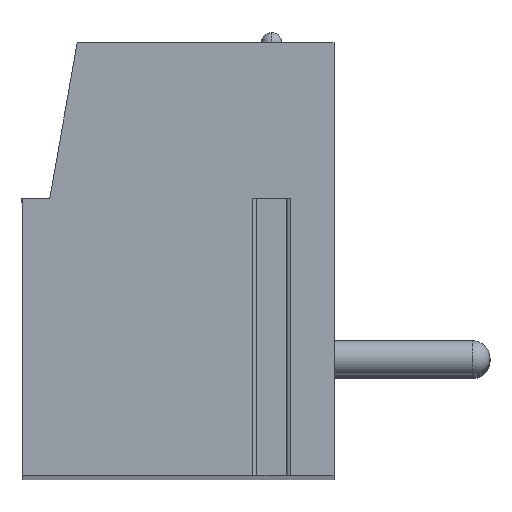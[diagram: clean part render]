
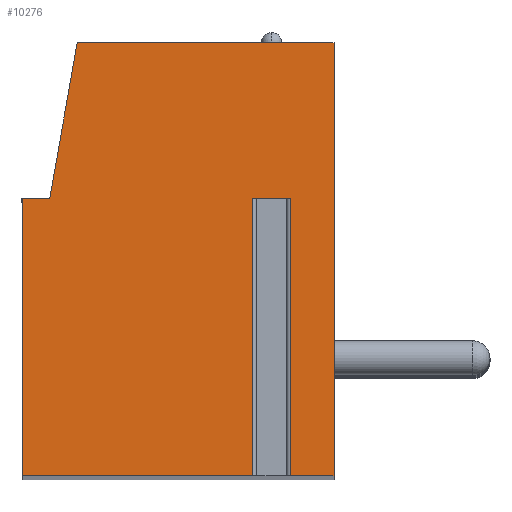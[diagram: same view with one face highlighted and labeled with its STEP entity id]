
A CAD part, top view. The second image highlights one B-rep face of the part: STEP entity #10276.
In plain terms, the highlighted planar face has unit normal (0, 0, 1).
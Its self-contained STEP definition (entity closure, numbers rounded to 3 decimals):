
#13=DIRECTION('',(-1.,0.,0.));
#14=VECTOR('',#13,1.112);
#15=CARTESIAN_POINT('',(3.256,1.75,58.42));
#16=LINE('',#15,#14);
#17=DIRECTION('',(0.,-1.,0.));
#18=VECTOR('',#17,8.);
#19=CARTESIAN_POINT('',(2.144,1.75,58.42));
#20=LINE('',#19,#18);
#21=DIRECTION('',(1.,0.,0.));
#22=VECTOR('',#21,6.644);
#23=CARTESIAN_POINT('',(-4.5,-6.25,58.42));
#24=LINE('',#23,#22);
#25=DIRECTION('',(0.,-1.,0.));
#26=VECTOR('',#25,8.);
#27=CARTESIAN_POINT('',(-4.5,1.75,58.42));
#28=LINE('',#27,#26);
#29=DIRECTION('',(-1.,0.,0.));
#30=VECTOR('',#29,0.8);
#31=CARTESIAN_POINT('',(-3.7,1.75,58.42));
#32=LINE('',#31,#30);
#33=DIRECTION('',(-0.174,-0.985,0.));
#34=VECTOR('',#33,4.569);
#35=CARTESIAN_POINT('',(-2.907,6.25,58.42));
#36=LINE('',#35,#34);
#37=DIRECTION('',(-1.,0.,0.));
#38=VECTOR('',#37,7.407);
#39=CARTESIAN_POINT('',(4.5,6.25,58.42));
#40=LINE('',#39,#38);
#41=DIRECTION('',(0.,1.,0.));
#42=VECTOR('',#41,12.5);
#43=CARTESIAN_POINT('',(4.5,-6.25,58.42));
#44=LINE('',#43,#42);
#45=DIRECTION('',(1.,0.,0.));
#46=VECTOR('',#45,1.244);
#47=CARTESIAN_POINT('',(3.256,-6.25,58.42));
#48=LINE('',#47,#46);
#49=DIRECTION('',(0.,-1.,0.));
#50=VECTOR('',#49,8.);
#51=CARTESIAN_POINT('',(3.256,1.75,58.42));
#52=LINE('',#51,#50);
#8081=CARTESIAN_POINT('',(-3.7,1.75,58.42));
#8082=CARTESIAN_POINT('',(-4.5,1.75,58.42));
#8083=VERTEX_POINT('',#8081);
#8084=VERTEX_POINT('',#8082);
#8085=CARTESIAN_POINT('',(-4.5,-6.25,58.42));
#8086=VERTEX_POINT('',#8085);
#8087=CARTESIAN_POINT('',(4.5,-6.25,58.42));
#8088=CARTESIAN_POINT('',(4.5,6.25,58.42));
#8089=VERTEX_POINT('',#8087);
#8090=VERTEX_POINT('',#8088);
#8091=CARTESIAN_POINT('',(-2.907,6.25,58.42));
#8092=VERTEX_POINT('',#8091);
#8141=CARTESIAN_POINT('',(3.256,1.75,58.42));
#8142=CARTESIAN_POINT('',(2.144,1.75,58.42));
#8143=VERTEX_POINT('',#8141);
#8144=VERTEX_POINT('',#8142);
#8145=CARTESIAN_POINT('',(2.144,-6.25,58.42));
#8146=VERTEX_POINT('',#8145);
#8147=CARTESIAN_POINT('',(3.256,-6.25,58.42));
#8148=VERTEX_POINT('',#8147);
#10249=CARTESIAN_POINT('',(0.,0.,58.42));
#10250=DIRECTION('',(0.,0.,1.));
#10251=DIRECTION('',(1.,0.,0.));
#10252=AXIS2_PLACEMENT_3D('',#10249,#10250,#10251);
#10253=PLANE('',#10252);
#10255=ORIENTED_EDGE('',*,*,#10254,.T.);
#10257=ORIENTED_EDGE('',*,*,#10256,.T.);
#10259=ORIENTED_EDGE('',*,*,#10258,.F.);
#10261=ORIENTED_EDGE('',*,*,#10260,.F.);
#10263=ORIENTED_EDGE('',*,*,#10262,.F.);
#10265=ORIENTED_EDGE('',*,*,#10264,.F.);
#10267=ORIENTED_EDGE('',*,*,#10266,.F.);
#10269=ORIENTED_EDGE('',*,*,#10268,.F.);
#10271=ORIENTED_EDGE('',*,*,#10270,.F.);
#10273=ORIENTED_EDGE('',*,*,#10272,.F.);
#10274=EDGE_LOOP('',(#10255,#10257,#10259,#10261,#10263,#10265,#10267,#10269,
#10271,#10273));
#10275=FACE_OUTER_BOUND('',#10274,.F.);
#10254=EDGE_CURVE('',#8143,#8144,#16,.T.);
#10256=EDGE_CURVE('',#8144,#8146,#20,.T.);
#10258=EDGE_CURVE('',#8086,#8146,#24,.T.);
#10260=EDGE_CURVE('',#8084,#8086,#28,.T.);
#10262=EDGE_CURVE('',#8083,#8084,#32,.T.);
#10264=EDGE_CURVE('',#8092,#8083,#36,.T.);
#10266=EDGE_CURVE('',#8090,#8092,#40,.T.);
#10268=EDGE_CURVE('',#8089,#8090,#44,.T.);
#10270=EDGE_CURVE('',#8148,#8089,#48,.T.);
#10272=EDGE_CURVE('',#8143,#8148,#52,.T.);
#10276=ADVANCED_FACE('',(#10275),#10253,.T.);
